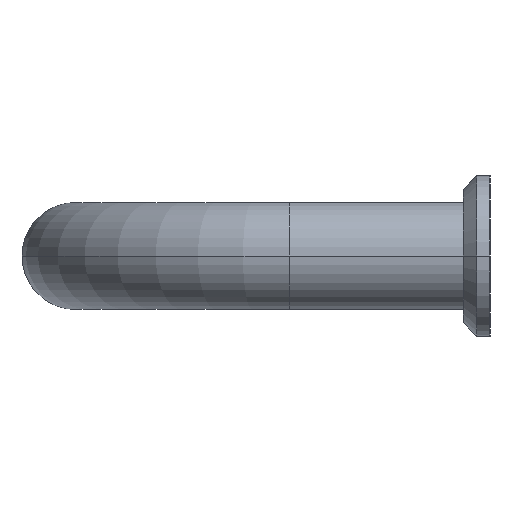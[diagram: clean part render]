
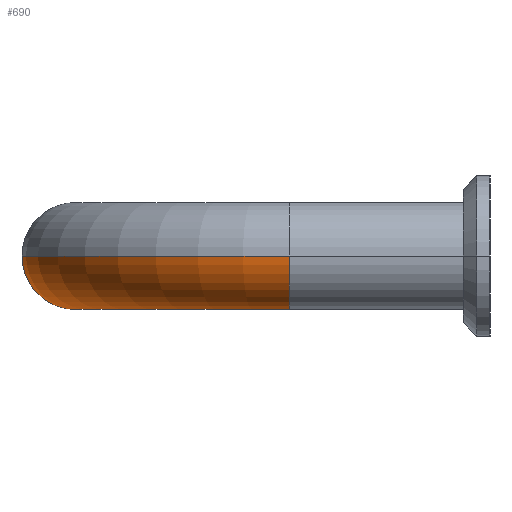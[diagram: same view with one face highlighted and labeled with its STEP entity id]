
A CAD part, left-side view. The second image highlights one B-rep face of the part: STEP entity #690.
In plain terms, the highlighted toroidal (fillet/blend) face has major radius 16 mm and minor radius 4 mm.
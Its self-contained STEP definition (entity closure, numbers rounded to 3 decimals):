
#332=EDGE_CURVE('',#518,#460,#845,.T.);
#390=EDGE_CURVE('',#452,#518,#909,.T.);
#434=VERTEX_POINT('',#956);
#452=VERTEX_POINT('',#975);
#460=VERTEX_POINT('',#984);
#494=VERTEX_POINT('',#1020);
#518=VERTEX_POINT('',#1046);
#542=EDGE_CURVE('',#460,#494,#1072,.T.);
#584=EDGE_CURVE('',#452,#434,#1120,.T.);
#600=EDGE_CURVE('',#494,#434,#1139,.T.);
#690=ADVANCED_FACE('',(#1248),#1249,.T.);
#845=CIRCLE('',#1427,4.0);
#909=CIRCLE('',#1513,12.0);
#956=CARTESIAN_POINT('',(-4.0,15.0,0.));
#975=CARTESIAN_POINT('',(4.0,15.0,0.0));
#984=CARTESIAN_POINT('',(16.0,31.0,-4.0));
#1020=CARTESIAN_POINT('',(16.0,35.0,0.));
#1046=CARTESIAN_POINT('',(16.0,27.0,0.));
#1072=CIRCLE('',#1736,4.0);
#1120=CIRCLE('',#1795,4.0);
#1139=CIRCLE('',#1818,20.0);
#1248=FACE_OUTER_BOUND('',#1950,.T.);
#1249=TOROIDAL_SURFACE('',#1951,16.0,4.0);
#1427=AXIS2_PLACEMENT_3D('',#2148,#2149,#2150);
#1513=AXIS2_PLACEMENT_3D('',#2216,#2217,#2218);
#1736=AXIS2_PLACEMENT_3D('',#2377,#2378,#2379);
#1795=AXIS2_PLACEMENT_3D('',#2448,#2449,#2450);
#1818=AXIS2_PLACEMENT_3D('',#2471,#2472,#2473);
#1950=EDGE_LOOP('',(#2644,#2645,#2646,#2647,#2648));
#1951=AXIS2_PLACEMENT_3D('',#2649,#2650,#2651);
#2148=CARTESIAN_POINT('',(16.0,31.0,0.0));
#2149=DIRECTION('',(1.0,0.0,0.0));
#2150=DIRECTION('',(0.0,1.0,0.0));
#2216=CARTESIAN_POINT('',(16.0,15.0,0.));
#2217=DIRECTION('',(0.0,0.0,-1.0));
#2218=DIRECTION('',(1.0,0.0,0.0));
#2377=CARTESIAN_POINT('',(16.0,31.0,0.0));
#2378=DIRECTION('',(1.0,0.0,0.0));
#2379=DIRECTION('',(0.0,1.0,0.0));
#2448=CARTESIAN_POINT('',(0.0,15.0,0.0));
#2449=DIRECTION('',(-0.0,1.0,0.0));
#2450=DIRECTION('',(1.0,0.0,0.0));
#2471=CARTESIAN_POINT('',(16.0,15.0,0.));
#2472=DIRECTION('',(0.0,0.0,1.0));
#2473=DIRECTION('',(1.0,0.0,0.0));
#2644=ORIENTED_EDGE('',*,*,#600,.F.);
#2645=ORIENTED_EDGE('',*,*,#542,.F.);
#2646=ORIENTED_EDGE('',*,*,#332,.F.);
#2647=ORIENTED_EDGE('',*,*,#390,.F.);
#2648=ORIENTED_EDGE('',*,*,#584,.T.);
#2649=CARTESIAN_POINT('',(16.0,15.0,0.0));
#2650=DIRECTION('',(0.0,0.0,1.0));
#2651=DIRECTION('',(1.0,0.0,0.0));
